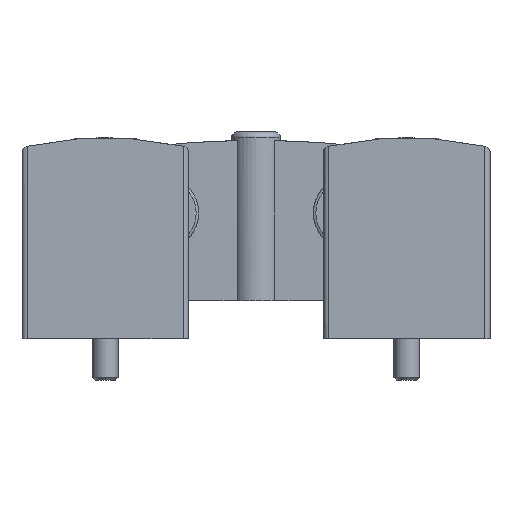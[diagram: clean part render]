
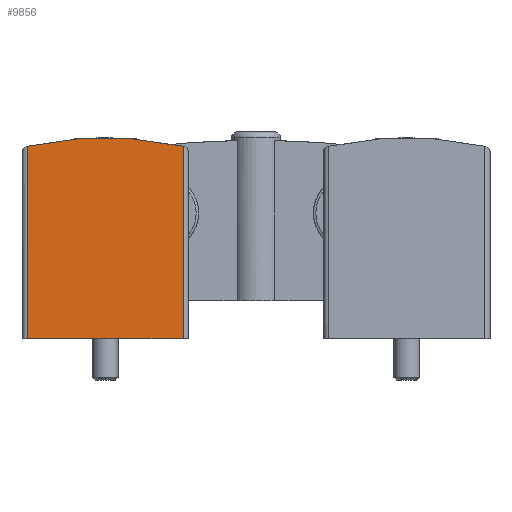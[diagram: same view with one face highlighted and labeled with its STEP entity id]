
A CAD part, top view. The second image highlights one B-rep face of the part: STEP entity #9856.
In plain terms, the highlighted planar face has unit normal (0, 0, 1).
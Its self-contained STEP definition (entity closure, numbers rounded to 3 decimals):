
#163=PLANE('',#10517);
#579=LINE('',#14468,#1234);
#651=LINE('',#14776,#1306);
#652=LINE('',#14777,#1307);
#1234=VECTOR('',#11706,1000.);
#1306=VECTOR('',#11968,1000.);
#1307=VECTOR('',#11969,1000.);
#2621=ORIENTED_EDGE('',*,*,#4547,.F.);
#2622=ORIENTED_EDGE('',*,*,#4444,.T.);
#2623=ORIENTED_EDGE('',*,*,#4548,.T.);
#2624=ORIENTED_EDGE('',*,*,#4404,.T.);
#4404=EDGE_CURVE('',#5442,#5441,#579,.T.);
#4444=EDGE_CURVE('',#5477,#5478,#6033,.T.);
#4547=EDGE_CURVE('',#5477,#5441,#651,.T.);
#4548=EDGE_CURVE('',#5478,#5442,#652,.T.);
#5441=VERTEX_POINT('',#14467);
#5442=VERTEX_POINT('',#14469);
#5477=VERTEX_POINT('',#14550);
#5478=VERTEX_POINT('',#14551);
#6033=CIRCLE('',#10447,35.);
#6500=EDGE_LOOP('',(#2621,#2622,#2623,#2624));
#7060=FACE_BOUND('',#6500,.T.);
#9856=ADVANCED_FACE('',(#7060),#163,.F.);
#10447=AXIS2_PLACEMENT_3D('',#14549,#11776,#11777);
#10517=AXIS2_PLACEMENT_3D('',#14775,#11966,#11967);
#11706=DIRECTION('',(1.,0.,0.));
#11776=DIRECTION('',(0.,0.,1.));
#11777=DIRECTION('',(1.,0.,0.));
#11966=DIRECTION('',(0.,0.,-1.));
#11967=DIRECTION('',(-1.,0.,0.));
#11968=DIRECTION('',(0.,-1.,0.));
#11969=DIRECTION('',(0.,-1.,0.));
#14467=CARTESIAN_POINT('',(7.5,0.,8.));
#14468=CARTESIAN_POINT('',(-7.5,0.,8.));
#14469=CARTESIAN_POINT('',(-7.5,0.,8.));
#14549=CARTESIAN_POINT('',(0.,-15.7,8.));
#14550=CARTESIAN_POINT('',(7.5,18.487,8.));
#14551=CARTESIAN_POINT('',(-7.5,18.487,8.));
#14775=CARTESIAN_POINT('',(-7.5,19.3,8.));
#14776=CARTESIAN_POINT('',(7.5,19.3,8.));
#14777=CARTESIAN_POINT('',(-7.5,19.3,8.));
